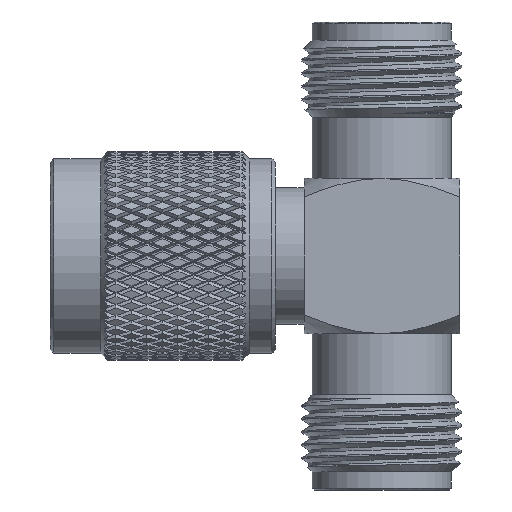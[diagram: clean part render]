
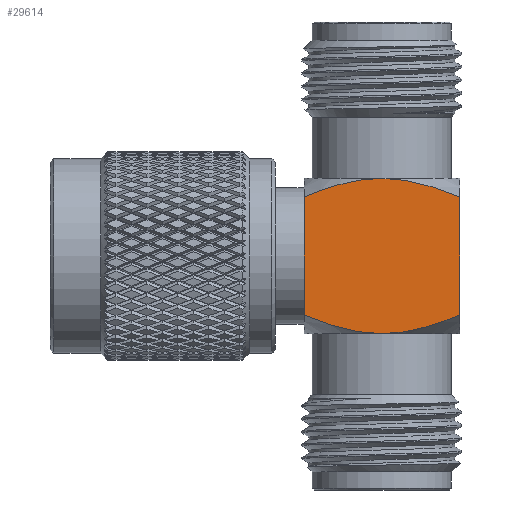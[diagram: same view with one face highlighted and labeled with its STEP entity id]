
A CAD part, front view. The second image highlights one B-rep face of the part: STEP entity #29614.
In plain terms, the highlighted planar face has unit normal (0, -1, 0).
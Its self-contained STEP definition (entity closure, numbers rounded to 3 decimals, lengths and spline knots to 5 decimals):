
#5 = CARTESIAN_POINT ( 'NONE',  ( 1.12, -0.2125, 0.16168 ) ) ;
#372 = CARTESIAN_POINT ( 'NONE',  ( 1.05101, -0.2125, 0.18736 ) ) ;
#5176 = CARTESIAN_POINT ( 'NONE',  ( 1.08585, -0.2125, -0.17522 ) ) ;
#6796 = LINE ( 'NONE', #38382, #20071 ) ;
#7795 = PLANE ( 'NONE',  #87985 ) ;
#8531 = EDGE_CURVE ( 'NONE', #103538, #100598, #40070, .T. ) ;
#10504 = CARTESIAN_POINT ( 'NONE',  ( 0.83445, -0.2125, -0.20585 ) ) ;
#10636 = DIRECTION ( 'NONE',  ( 0., 0., 1. ) ) ;
#11691 = LINE ( 'NONE', #103599, #109136 ) ;
#12803 = CARTESIAN_POINT ( 'NONE',  ( 0.695, -0.2125, 0.16168 ) ) ;
#15958 = CARTESIAN_POINT ( 'NONE',  ( 0.83445, -0.2125, 0.20585 ) ) ;
#16027 = EDGE_CURVE ( 'NONE', #22968, #83545, #6796, .T. ) ;
#17076 = CARTESIAN_POINT ( 'NONE',  ( 0.9075, -0.2125, 0.2125 ) ) ;
#18002 = EDGE_CURVE ( 'NONE', #104342, #85089, #76269, .T. ) ;
#20071 = VECTOR ( 'NONE', #63451, 39.37008 ) ;
#21552 = CARTESIAN_POINT ( 'NONE',  ( 1.0334, -0.2125, -0.19287 ) ) ;
#22600 = ORIENTED_EDGE ( 'NONE', *, *, #8531, .F. ) ;
#22968 = VERTEX_POINT ( 'NONE', #41951 ) ;
#23611 = CARTESIAN_POINT ( 'NONE',  ( 0.9075, -0.2125, -0.2125 ) ) ;
#24477 = CARTESIAN_POINT ( 'NONE',  ( 0.87069, -0.2125, 0.21109 ) ) ;
#26180 = CARTESIAN_POINT ( 'NONE',  ( 0.81659, -0.2125, -0.20205 ) ) ;
#27249 = B_SPLINE_CURVE_WITH_KNOTS ( 'NONE', 3,
 ( #28677, #37630, #5176, #106335, #21552, #29398, #73109, #64865 ),
 .UNSPECIFIED., .F., .F.,
 ( 4, 2, 2, 4 ),
 ( 0.01401, 0.01541, 0.0168, 0.01959 ),
 .UNSPECIFIED. ) ;
#27281 = CARTESIAN_POINT ( 'NONE',  ( 0.7636, -0.2125, -0.18813 ) ) ;
#28677 = CARTESIAN_POINT ( 'NONE',  ( 1.12, -0.2125, -0.16168 ) ) ;
#29398 = CARTESIAN_POINT ( 'NONE',  ( 0.98031, -0.2125, -0.20678 ) ) ;
#29614 = ADVANCED_FACE ( 'NONE', ( #44097 ), #7795, .F. ) ;
#30629 = ORIENTED_EDGE ( 'NONE', *, *, #105487, .F. ) ;
#33174 = EDGE_CURVE ( 'NONE', #85089, #103538, #11691, .T. ) ;
#34377 = CARTESIAN_POINT ( 'NONE',  ( 0.98031, -0.2125, 0.20678 ) ) ;
#35267 = ORIENTED_EDGE ( 'NONE', *, *, #16027, .T. ) ;
#35519 = CARTESIAN_POINT ( 'NONE',  ( 0.87069, -0.2125, -0.21109 ) ) ;
#35727 = CARTESIAN_POINT ( 'NONE',  ( 1.12, -0.2125, 0.16168 ) ) ;
#37630 = CARTESIAN_POINT ( 'NONE',  ( 1.10301, -0.2125, -0.16862 ) ) ;
#38382 = CARTESIAN_POINT ( 'NONE',  ( 1.12, -0.2125, -0.2125 ) ) ;
#40070 = B_SPLINE_CURVE_WITH_KNOTS ( 'NONE', 3,
 ( #109637, #65973, #58504, #109285, #15958, #24477, #43550, #17076 ),
 .UNSPECIFIED., .F., .F.,
 ( 4, 2, 2, 4 ),
 ( 0.00612, 0.00891, 0.01031, 0.0117 ),
 .UNSPECIFIED. ) ;
#41840 = ORIENTED_EDGE ( 'NONE', *, *, #18002, .F. ) ;
#41951 = CARTESIAN_POINT ( 'NONE',  ( 1.12, -0.2125, -0.16168 ) ) ;
#43550 = CARTESIAN_POINT ( 'NONE',  ( 0.88925, -0.2125, 0.2125 ) ) ;
#44097 = FACE_OUTER_BOUND ( 'NONE', #77328, .T. ) ;
#48351 = CARTESIAN_POINT ( 'NONE',  ( 0.9075, -0.2125, 0.2125 ) ) ;
#49747 = ORIENTED_EDGE ( 'NONE', *, *, #77177, .F. ) ;
#51508 = CARTESIAN_POINT ( 'NONE',  ( 0.9075, -0.2125, 0.2125 ) ) ;
#51766 = CARTESIAN_POINT ( 'NONE',  ( 0.695, -0.2125, -0.16168 ) ) ;
#51877 = CARTESIAN_POINT ( 'NONE',  ( 1.10301, -0.2125, 0.16862 ) ) ;
#58504 = CARTESIAN_POINT ( 'NONE',  ( 0.7636, -0.2125, 0.18813 ) ) ;
#59017 = CARTESIAN_POINT ( 'NONE',  ( 1.0334, -0.2125, 0.19287 ) ) ;
#63451 = DIRECTION ( 'NONE',  ( 0., 0., 1. ) ) ;
#64865 = CARTESIAN_POINT ( 'NONE',  ( 0.9075, -0.2125, -0.2125 ) ) ;
#65973 = CARTESIAN_POINT ( 'NONE',  ( 0.72893, -0.2125, 0.17553 ) ) ;
#68984 = DIRECTION ( 'NONE',  ( 0., 1., 0. ) ) ;
#69094 = CARTESIAN_POINT ( 'NONE',  ( 1.08585, -0.2125, 0.17522 ) ) ;
#73109 = CARTESIAN_POINT ( 'NONE',  ( 0.94435, -0.2125, -0.2125 ) ) ;
#76269 = B_SPLINE_CURVE_WITH_KNOTS ( 'NONE', 3,
 ( #94810, #86667, #35519, #10504, #26180, #27281, #103458, #103838 ),
 .UNSPECIFIED., .F., .F.,
 ( 4, 2, 2, 4 ),
 ( 0.01959, 0.02097, 0.02236, 0.02512 ),
 .UNSPECIFIED. ) ;
#77177 = EDGE_CURVE ( 'NONE', #100598, #83545, #93162, .T. ) ;
#77328 = EDGE_LOOP ( 'NONE', ( #30629, #35267, #49747, #22600, #98484, #41840 ) ) ;
#83545 = VERTEX_POINT ( 'NONE', #35727 ) ;
#84998 = CARTESIAN_POINT ( 'NONE',  ( 0.695, -0.2125, -0.2125 ) ) ;
#85089 = VERTEX_POINT ( 'NONE', #51766 ) ;
#86667 = CARTESIAN_POINT ( 'NONE',  ( 0.88925, -0.2125, -0.2125 ) ) ;
#87985 = AXIS2_PLACEMENT_3D ( 'NONE', #84998, #68984, #104404 ) ;
#93162 = B_SPLINE_CURVE_WITH_KNOTS ( 'NONE', 3,
 ( #51508, #94051, #34377, #59017, #372, #69094, #51877, #5 ),
 .UNSPECIFIED., .F., .F.,
 ( 4, 2, 2, 4 ),
 ( 0.0117, 0.01452, 0.01593, 0.01733 ),
 .UNSPECIFIED. ) ;
#94051 = CARTESIAN_POINT ( 'NONE',  ( 0.94435, -0.2125, 0.2125 ) ) ;
#94810 = CARTESIAN_POINT ( 'NONE',  ( 0.9075, -0.2125, -0.2125 ) ) ;
#98484 = ORIENTED_EDGE ( 'NONE', *, *, #33174, .F. ) ;
#100598 = VERTEX_POINT ( 'NONE', #48351 ) ;
#103458 = CARTESIAN_POINT ( 'NONE',  ( 0.72893, -0.2125, -0.17553 ) ) ;
#103538 = VERTEX_POINT ( 'NONE', #12803 ) ;
#103599 = CARTESIAN_POINT ( 'NONE',  ( 0.695, -0.2125, -0.2125 ) ) ;
#103838 = CARTESIAN_POINT ( 'NONE',  ( 0.695, -0.2125, -0.16168 ) ) ;
#104342 = VERTEX_POINT ( 'NONE', #23611 ) ;
#104404 = DIRECTION ( 'NONE',  ( -1., 0., 0. ) ) ;
#105487 = EDGE_CURVE ( 'NONE', #22968, #104342, #27249, .T. ) ;
#106335 = CARTESIAN_POINT ( 'NONE',  ( 1.05101, -0.2125, -0.18736 ) ) ;
#109136 = VECTOR ( 'NONE', #10636, 39.37008 ) ;
#109285 = CARTESIAN_POINT ( 'NONE',  ( 0.81659, -0.2125, 0.20205 ) ) ;
#109637 = CARTESIAN_POINT ( 'NONE',  ( 0.695, -0.2125, 0.16168 ) ) ;
